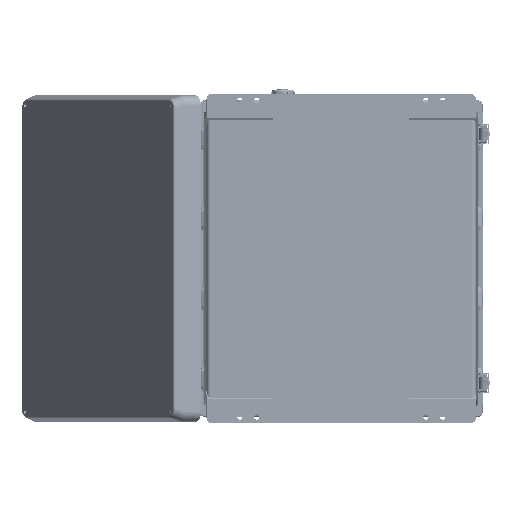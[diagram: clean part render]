
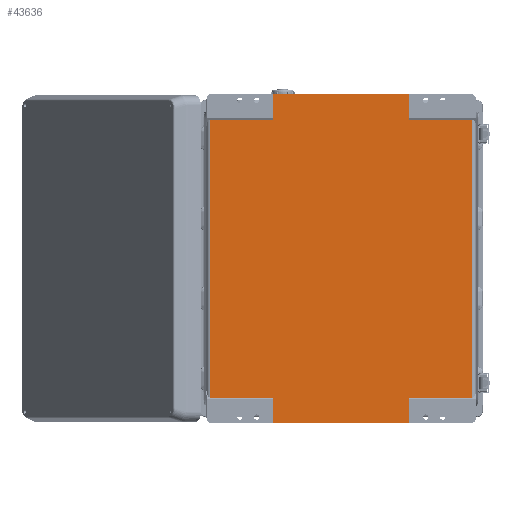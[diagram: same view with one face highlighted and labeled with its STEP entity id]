
A CAD part, front view. The second image highlights one B-rep face of the part: STEP entity #43636.
In plain terms, the highlighted planar face has unit normal (0, -1, 0).
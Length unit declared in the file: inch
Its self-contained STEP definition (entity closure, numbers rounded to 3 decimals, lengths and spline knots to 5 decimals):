
#573 = VECTOR ( 'NONE', #61154, 39.37008 ) ;
#2321 = DIRECTION ( 'NONE',  ( 0., 0., 1. ) ) ;
#2771 = VECTOR ( 'NONE', #119904, 39.37008 ) ;
#3746 = CARTESIAN_POINT ( 'NONE',  ( 4.03163, 0.05906, 0. ) ) ;
#6506 = EDGE_CURVE ( 'NONE', #97739, #72563, #85147, .T. ) ;
#7894 = ORIENTED_EDGE ( 'NONE', *, *, #81081, .T. ) ;
#8775 = DIRECTION ( 'NONE',  ( 0., 0., 1. ) ) ;
#10276 = EDGE_CURVE ( 'NONE', #49114, #39592, #118206, .T. ) ;
#11348 = CARTESIAN_POINT ( 'NONE',  ( -4.03163, 0.05906, -17.96858 ) ) ;
#14585 = VERTEX_POINT ( 'NONE', #38625 ) ;
#15768 = LINE ( 'NONE', #47755, #111669 ) ;
#15967 = EDGE_CURVE ( 'NONE', #47402, #70783, #62500, .T. ) ;
#21873 = VECTOR ( 'NONE', #62904, 39.37008 ) ;
#22931 = CARTESIAN_POINT ( 'NONE',  ( -8.11811, 0.05906, -1.51961 ) ) ;
#26933 = EDGE_CURVE ( 'NONE', #112718, #39592, #15768, .T. ) ;
#29984 = CARTESIAN_POINT ( 'NONE',  ( 7.73754, 0.05906, -1.51961 ) ) ;
#32959 = FACE_OUTER_BOUND ( 'NONE', #104681, .T. ) ;
#33355 = ORIENTED_EDGE ( 'NONE', *, *, #15967, .F. ) ;
#34022 = ORIENTED_EDGE ( 'NONE', *, *, #91622, .T. ) ;
#34695 = LINE ( 'NONE', #119594, #99755 ) ;
#36547 = CARTESIAN_POINT ( 'NONE',  ( 7.73754, 0.05906, -17.96858 ) ) ;
#38625 = CARTESIAN_POINT ( 'NONE',  ( -4.03163, 0.05906, -1.51961 ) ) ;
#39184 = DIRECTION ( 'NONE',  ( 1., 0., 0. ) ) ;
#39592 = VERTEX_POINT ( 'NONE', #83032 ) ;
#39667 = AXIS2_PLACEMENT_3D ( 'NONE', #119931, #75434, #2321 ) ;
#40366 = DIRECTION ( 'NONE',  ( 0., 0., -1. ) ) ;
#40969 = CARTESIAN_POINT ( 'NONE',  ( -7.73754, 0.05906, -1.51961 ) ) ;
#42347 = ORIENTED_EDGE ( 'NONE', *, *, #10276, .T. ) ;
#43636 = ADVANCED_FACE ( 'NONE', ( #32959 ), #86545, .F. ) ;
#45429 = CARTESIAN_POINT ( 'NONE',  ( 8.11811, 0.05906, -17.96858 ) ) ;
#45743 = DIRECTION ( 'NONE',  ( 0., 0., 1. ) ) ;
#46507 = DIRECTION ( 'NONE',  ( 1., 0., 0. ) ) ;
#47402 = VERTEX_POINT ( 'NONE', #105424 ) ;
#47755 = CARTESIAN_POINT ( 'NONE',  ( 8.11811, 0.05906, -19.48819 ) ) ;
#49114 = VERTEX_POINT ( 'NONE', #11348 ) ;
#49428 = CARTESIAN_POINT ( 'NONE',  ( 4.03163, 0.05906, -20.34606 ) ) ;
#54537 = LINE ( 'NONE', #95595, #21873 ) ;
#58188 = DIRECTION ( 'NONE',  ( -1., 0., 0. ) ) ;
#59127 = VECTOR ( 'NONE', #46507, 39.37008 ) ;
#60037 = CARTESIAN_POINT ( 'NONE',  ( -8.11811, 0.05906, -17.96858 ) ) ;
#60408 = ORIENTED_EDGE ( 'NONE', *, *, #121315, .F. ) ;
#60754 = VECTOR ( 'NONE', #45743, 39.37008 ) ;
#60919 = CARTESIAN_POINT ( 'NONE',  ( 4.03163, 0.05906, -19.48819 ) ) ;
#61154 = DIRECTION ( 'NONE',  ( 0., 0., 1. ) ) ;
#61354 = VERTEX_POINT ( 'NONE', #79001 ) ;
#62500 = LINE ( 'NONE', #40969, #573 ) ;
#62904 = DIRECTION ( 'NONE',  ( -1., 0., 0. ) ) ;
#63897 = DIRECTION ( 'NONE',  ( 0., 0., -1. ) ) ;
#65111 = LINE ( 'NONE', #95030, #127467 ) ;
#66049 = EDGE_CURVE ( 'NONE', #70783, #14585, #118276, .T. ) ;
#70155 = CARTESIAN_POINT ( 'NONE',  ( 4.03163, 0.05906, 0.85787 ) ) ;
#70783 = VERTEX_POINT ( 'NONE', #112429 ) ;
#72563 = VERTEX_POINT ( 'NONE', #101580 ) ;
#73363 = ORIENTED_EDGE ( 'NONE', *, *, #133368, .T. ) ;
#73728 = VECTOR ( 'NONE', #63897, 39.37008 ) ;
#74488 = LINE ( 'NONE', #60037, #95195 ) ;
#74840 = EDGE_CURVE ( 'NONE', #14585, #92203, #130001, .T. ) ;
#75027 = EDGE_CURVE ( 'NONE', #97739, #122580, #65111, .T. ) ;
#75434 = DIRECTION ( 'NONE',  ( 0., 1., 0. ) ) ;
#76447 = CARTESIAN_POINT ( 'NONE',  ( -4.03163, 0.05906, -20.34606 ) ) ;
#77093 = CARTESIAN_POINT ( 'NONE',  ( -4.03163, 0.05906, 0.85787 ) ) ;
#79001 = CARTESIAN_POINT ( 'NONE',  ( 4.03163, 0.05906, -1.51961 ) ) ;
#79858 = ORIENTED_EDGE ( 'NONE', *, *, #6506, .F. ) ;
#81081 = EDGE_CURVE ( 'NONE', #122580, #61354, #54537, .T. ) ;
#83032 = CARTESIAN_POINT ( 'NONE',  ( -4.03163, 0.05906, -19.48819 ) ) ;
#83550 = CARTESIAN_POINT ( 'NONE',  ( -4.03163, 0.05906, 0. ) ) ;
#85147 = LINE ( 'NONE', #45429, #2771 ) ;
#86545 = PLANE ( 'NONE',  #39667 ) ;
#87195 = VERTEX_POINT ( 'NONE', #3746 ) ;
#91622 = EDGE_CURVE ( 'NONE', #61354, #87195, #111933, .T. ) ;
#92203 = VERTEX_POINT ( 'NONE', #83550 ) ;
#92498 = VECTOR ( 'NONE', #134218, 39.37008 ) ;
#95030 = CARTESIAN_POINT ( 'NONE',  ( 7.73754, 0.05906, -1.51961 ) ) ;
#95195 = VECTOR ( 'NONE', #39184, 39.37008 ) ;
#95595 = CARTESIAN_POINT ( 'NONE',  ( 8.11811, 0.05906, -1.51961 ) ) ;
#97523 = ORIENTED_EDGE ( 'NONE', *, *, #66049, .F. ) ;
#97739 = VERTEX_POINT ( 'NONE', #36547 ) ;
#99755 = VECTOR ( 'NONE', #123704, 39.37008 ) ;
#101580 = CARTESIAN_POINT ( 'NONE',  ( 4.03163, 0.05906, -17.96858 ) ) ;
#103683 = LINE ( 'NONE', #49428, #122026 ) ;
#104681 = EDGE_LOOP ( 'NONE', ( #33355, #73363, #42347, #112972, #60408, #79858, #123386, #7894, #34022, #117417, #132364, #97523 ) ) ;
#105424 = CARTESIAN_POINT ( 'NONE',  ( -7.73754, 0.05906, -17.96858 ) ) ;
#111669 = VECTOR ( 'NONE', #58188, 39.37008 ) ;
#111933 = LINE ( 'NONE', #70155, #92498 ) ;
#112429 = CARTESIAN_POINT ( 'NONE',  ( -7.73754, 0.05906, -1.51961 ) ) ;
#112718 = VERTEX_POINT ( 'NONE', #60919 ) ;
#112972 = ORIENTED_EDGE ( 'NONE', *, *, #26933, .F. ) ;
#117417 = ORIENTED_EDGE ( 'NONE', *, *, #119770, .T. ) ;
#118206 = LINE ( 'NONE', #76447, #73728 ) ;
#118276 = LINE ( 'NONE', #22931, #59127 ) ;
#119594 = CARTESIAN_POINT ( 'NONE',  ( 8.11811, 0.05906, 0. ) ) ;
#119770 = EDGE_CURVE ( 'NONE', #87195, #92203, #34695, .T. ) ;
#119904 = DIRECTION ( 'NONE',  ( -1., 0., 0. ) ) ;
#119931 = CARTESIAN_POINT ( 'NONE',  ( 8.11811, 0.05906, -1.51961 ) ) ;
#121315 = EDGE_CURVE ( 'NONE', #72563, #112718, #103683, .T. ) ;
#122026 = VECTOR ( 'NONE', #40366, 39.37008 ) ;
#122580 = VERTEX_POINT ( 'NONE', #29984 ) ;
#123386 = ORIENTED_EDGE ( 'NONE', *, *, #75027, .T. ) ;
#123704 = DIRECTION ( 'NONE',  ( -1., 0., 0. ) ) ;
#127467 = VECTOR ( 'NONE', #8775, 39.37008 ) ;
#130001 = LINE ( 'NONE', #77093, #60754 ) ;
#132364 = ORIENTED_EDGE ( 'NONE', *, *, #74840, .F. ) ;
#133368 = EDGE_CURVE ( 'NONE', #47402, #49114, #74488, .T. ) ;
#134218 = DIRECTION ( 'NONE',  ( 0., 0., 1. ) ) ;
